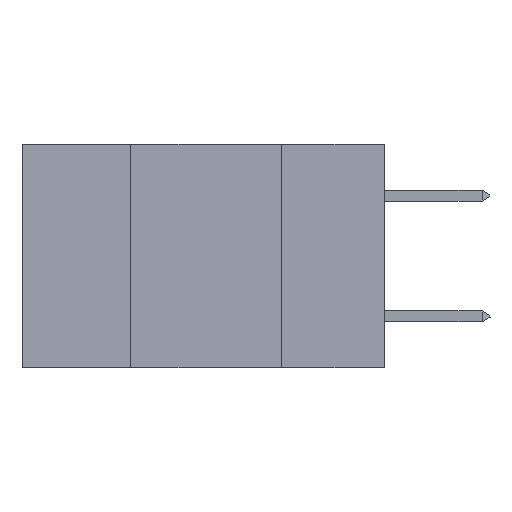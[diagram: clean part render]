
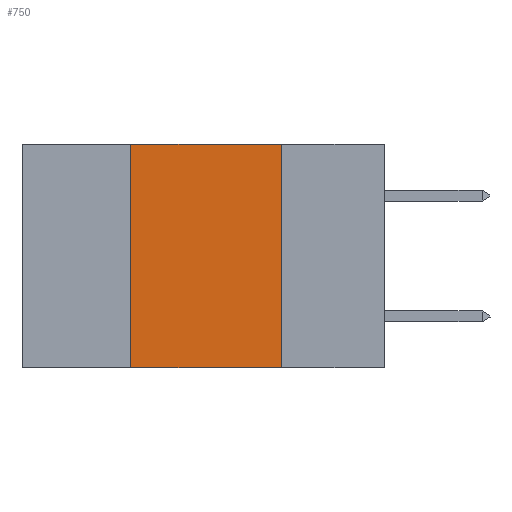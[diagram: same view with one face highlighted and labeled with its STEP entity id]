
A CAD part, left-side view. The second image highlights one B-rep face of the part: STEP entity #750.
In plain terms, the highlighted planar face has unit normal (-1, 0, 0).
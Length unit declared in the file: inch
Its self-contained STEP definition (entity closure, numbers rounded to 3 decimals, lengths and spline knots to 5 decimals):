
#743 = DIRECTION ( 'NONE',  ( 0., 0., -1. ) ) ;
#750 = ADVANCED_FACE ( 'NONE', ( #13203 ), #15529, .F. ) ;
#1879 = VERTEX_POINT ( 'NONE', #24204 ) ;
#2167 = LINE ( 'NONE', #7185, #28400 ) ;
#2320 = CARTESIAN_POINT ( 'NONE',  ( 0., 0.17, 0. ) ) ;
#4451 = EDGE_CURVE ( 'NONE', #29937, #13812, #2167, .T. ) ;
#4730 = CARTESIAN_POINT ( 'NONE',  ( 0., 0.42, -0.37 ) ) ;
#5707 = DIRECTION ( 'NONE',  ( 0., -1., 0. ) ) ;
#7185 = CARTESIAN_POINT ( 'NONE',  ( 0., 0.17, 0. ) ) ;
#7245 = LINE ( 'NONE', #19873, #11521 ) ;
#9017 = ORIENTED_EDGE ( 'NONE', *, *, #4451, .F. ) ;
#9035 = ORIENTED_EDGE ( 'NONE', *, *, #10953, .F. ) ;
#10700 = CARTESIAN_POINT ( 'NONE',  ( 0., 0.6, 0. ) ) ;
#10953 = EDGE_CURVE ( 'NONE', #31346, #1879, #19436, .T. ) ;
#11074 = ORIENTED_EDGE ( 'NONE', *, *, #19145, .T. ) ;
#11320 = EDGE_LOOP ( 'NONE', ( #9017, #22297, #9035, #11074 ) ) ;
#11521 = VECTOR ( 'NONE', #15115, 39.37008 ) ;
#12191 = DIRECTION ( 'NONE',  ( 0., 0., -1. ) ) ;
#13203 = FACE_OUTER_BOUND ( 'NONE', #11320, .T. ) ;
#13812 = VERTEX_POINT ( 'NONE', #28282 ) ;
#15115 = DIRECTION ( 'NONE',  ( 0., -1., 0. ) ) ;
#15529 = PLANE ( 'NONE',  #19692 ) ;
#16654 = EDGE_CURVE ( 'NONE', #1879, #29937, #30496, .T. ) ;
#17507 = VECTOR ( 'NONE', #30815, 39.37008 ) ;
#19145 = EDGE_CURVE ( 'NONE', #31346, #13812, #7245, .T. ) ;
#19436 = LINE ( 'NONE', #23391, #17507 ) ;
#19692 = AXIS2_PLACEMENT_3D ( 'NONE', #10700, #20821, #743 ) ;
#19873 = CARTESIAN_POINT ( 'NONE',  ( 0., 0.6, -0.37 ) ) ;
#20821 = DIRECTION ( 'NONE',  ( 1., 0., 0. ) ) ;
#22297 = ORIENTED_EDGE ( 'NONE', *, *, #16654, .F. ) ;
#23199 = VECTOR ( 'NONE', #5707, 39.37008 ) ;
#23391 = CARTESIAN_POINT ( 'NONE',  ( 0., 0.42, 0. ) ) ;
#24204 = CARTESIAN_POINT ( 'NONE',  ( 0., 0.42, 0. ) ) ;
#25495 = CARTESIAN_POINT ( 'NONE',  ( 0., 0.6, 0. ) ) ;
#28282 = CARTESIAN_POINT ( 'NONE',  ( 0., 0.17, -0.37 ) ) ;
#28400 = VECTOR ( 'NONE', #12191, 39.37008 ) ;
#29937 = VERTEX_POINT ( 'NONE', #2320 ) ;
#30496 = LINE ( 'NONE', #25495, #23199 ) ;
#30815 = DIRECTION ( 'NONE',  ( 0., 0., 1. ) ) ;
#31346 = VERTEX_POINT ( 'NONE', #4730 ) ;
